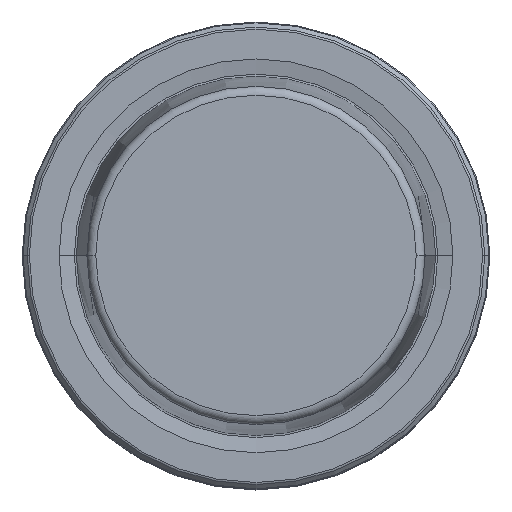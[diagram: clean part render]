
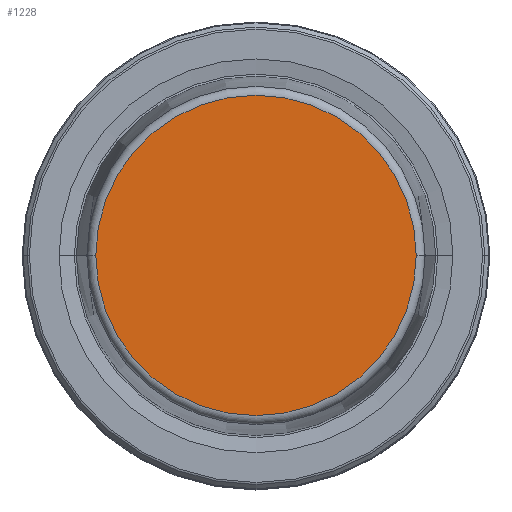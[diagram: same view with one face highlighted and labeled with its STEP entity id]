
A CAD part, top view. The second image highlights one B-rep face of the part: STEP entity #1228.
In plain terms, the highlighted planar face has unit normal (0, 0, 1).
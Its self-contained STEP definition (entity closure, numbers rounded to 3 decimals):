
#2 = ORIENTED_EDGE ( 'NONE', *, *, #201, .T. ) ;
#50 = CARTESIAN_POINT ( 'NONE',  ( 0., 0., 31.9 ) ) ;
#107 = VERTEX_POINT ( 'NONE', #231 ) ;
#201 = EDGE_CURVE ( 'NONE', #107, #1073, #1227, .T. ) ;
#220 = EDGE_CURVE ( 'NONE', #1073, #107, #1183, .T. ) ;
#222 = AXIS2_PLACEMENT_3D ( 'NONE', #50, #536, #1113 ) ;
#231 = CARTESIAN_POINT ( 'NONE',  ( -21.581, 0., 31.9 ) ) ;
#343 = AXIS2_PLACEMENT_3D ( 'NONE', #501, #1176, #787 ) ;
#443 = PLANE ( 'NONE',  #222 ) ;
#501 = CARTESIAN_POINT ( 'NONE',  ( 0., 0., 31.9 ) ) ;
#521 = DIRECTION ( 'NONE',  ( 0., 0., 1. ) ) ;
#536 = DIRECTION ( 'NONE',  ( 0., 0., -1. ) ) ;
#781 = AXIS2_PLACEMENT_3D ( 'NONE', #898, #521, #1004 ) ;
#787 = DIRECTION ( 'NONE',  ( 1., 0., 0. ) ) ;
#898 = CARTESIAN_POINT ( 'NONE',  ( 0., 0., 31.9 ) ) ;
#913 = FACE_OUTER_BOUND ( 'NONE', #958, .T. ) ;
#958 = EDGE_LOOP ( 'NONE', ( #1246, #2 ) ) ;
#1004 = DIRECTION ( 'NONE',  ( 1., 0., 0. ) ) ;
#1073 = VERTEX_POINT ( 'NONE', #1114 ) ;
#1113 = DIRECTION ( 'NONE',  ( -1., 0., 0. ) ) ;
#1114 = CARTESIAN_POINT ( 'NONE',  ( 21.581, 0., 31.9 ) ) ;
#1176 = DIRECTION ( 'NONE',  ( 0., 0., 1. ) ) ;
#1183 = CIRCLE ( 'NONE', #343, 21.581 ) ;
#1227 = CIRCLE ( 'NONE', #781, 21.581 ) ;
#1228 = ADVANCED_FACE ( 'NONE', ( #913 ), #443, .F. ) ;
#1246 = ORIENTED_EDGE ( 'NONE', *, *, #220, .T. ) ;
